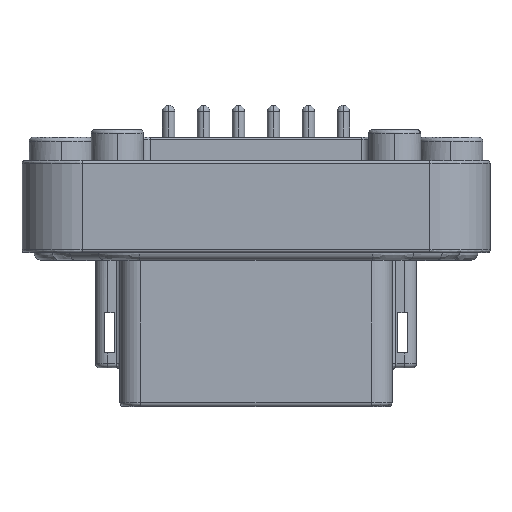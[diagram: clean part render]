
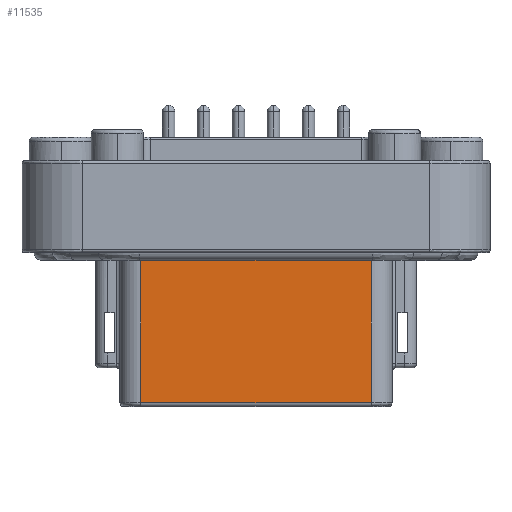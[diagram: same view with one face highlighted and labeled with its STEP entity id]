
A CAD part, top view. The second image highlights one B-rep face of the part: STEP entity #11535.
In plain terms, the highlighted planar face has unit normal (0, 0, 1).
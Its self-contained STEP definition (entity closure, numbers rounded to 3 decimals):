
#775 = VECTOR ( 'NONE', #20075, 1000. ) ;
#1291 = DIRECTION ( 'NONE',  ( 0., 0., 1. ) ) ;
#1766 = VERTEX_POINT ( 'NONE', #5527 ) ;
#2121 = VECTOR ( 'NONE', #14388, 1000. ) ;
#2143 = CARTESIAN_POINT ( 'NONE',  ( 14.605, 19.39, 11.1 ) ) ;
#2237 = CARTESIAN_POINT ( 'NONE',  ( -14.605, 19.39, 11.1 ) ) ;
#2286 = EDGE_CURVE ( 'NONE', #25112, #10880, #27547, .T. ) ;
#3994 = CARTESIAN_POINT ( 'NONE',  ( -14.605, 0.29, 11.1 ) ) ;
#4360 = EDGE_CURVE ( 'NONE', #25112, #14891, #4645, .T. ) ;
#4645 = LINE ( 'NONE', #26039, #2121 ) ;
#5527 = CARTESIAN_POINT ( 'NONE',  ( 14.605, 0.29, 11.1 ) ) ;
#6224 = PLANE ( 'NONE',  #21072 ) ;
#8579 = CARTESIAN_POINT ( 'NONE',  ( -14.605, 0., 11.1 ) ) ;
#8713 = EDGE_CURVE ( 'NONE', #14891, #1766, #27179, .T. ) ;
#8882 = ORIENTED_EDGE ( 'NONE', *, *, #2286, .T. ) ;
#10880 = VERTEX_POINT ( 'NONE', #3994 ) ;
#10965 = ORIENTED_EDGE ( 'NONE', *, *, #4360, .F. ) ;
#11535 = ADVANCED_FACE ( 'NONE', ( #16543 ), #6224, .T. ) ;
#11559 = CARTESIAN_POINT ( 'NONE',  ( 14.605, 25.783, 11.1 ) ) ;
#14388 = DIRECTION ( 'NONE',  ( 1., 0., 0. ) ) ;
#14759 = LINE ( 'NONE', #18757, #25619 ) ;
#14891 = VERTEX_POINT ( 'NONE', #2143 ) ;
#16543 = FACE_OUTER_BOUND ( 'NONE', #24783, .T. ) ;
#18238 = ORIENTED_EDGE ( 'NONE', *, *, #8713, .F. ) ;
#18757 = CARTESIAN_POINT ( 'NONE',  ( -17.205, 0.29, 11.1 ) ) ;
#20070 = DIRECTION ( 'NONE',  ( 1., 0., 0. ) ) ;
#20075 = DIRECTION ( 'NONE',  ( 0., -1., 0. ) ) ;
#21072 = AXIS2_PLACEMENT_3D ( 'NONE', #26562, #1291, #20070 ) ;
#21378 = VECTOR ( 'NONE', #25509, 1000. ) ;
#24783 = EDGE_LOOP ( 'NONE', ( #8882, #29570, #18238, #10965 ) ) ;
#25112 = VERTEX_POINT ( 'NONE', #2237 ) ;
#25509 = DIRECTION ( 'NONE',  ( 0., -1., 0. ) ) ;
#25619 = VECTOR ( 'NONE', #25656, 1000. ) ;
#25656 = DIRECTION ( 'NONE',  ( 1., 0., 0. ) ) ;
#26039 = CARTESIAN_POINT ( 'NONE',  ( 0., 19.39, 11.1 ) ) ;
#26497 = EDGE_CURVE ( 'NONE', #10880, #1766, #14759, .T. ) ;
#26562 = CARTESIAN_POINT ( 'NONE',  ( -17.205, 0., 11.1 ) ) ;
#27179 = LINE ( 'NONE', #11559, #21378 ) ;
#27547 = LINE ( 'NONE', #8579, #775 ) ;
#29570 = ORIENTED_EDGE ( 'NONE', *, *, #26497, .T. ) ;
